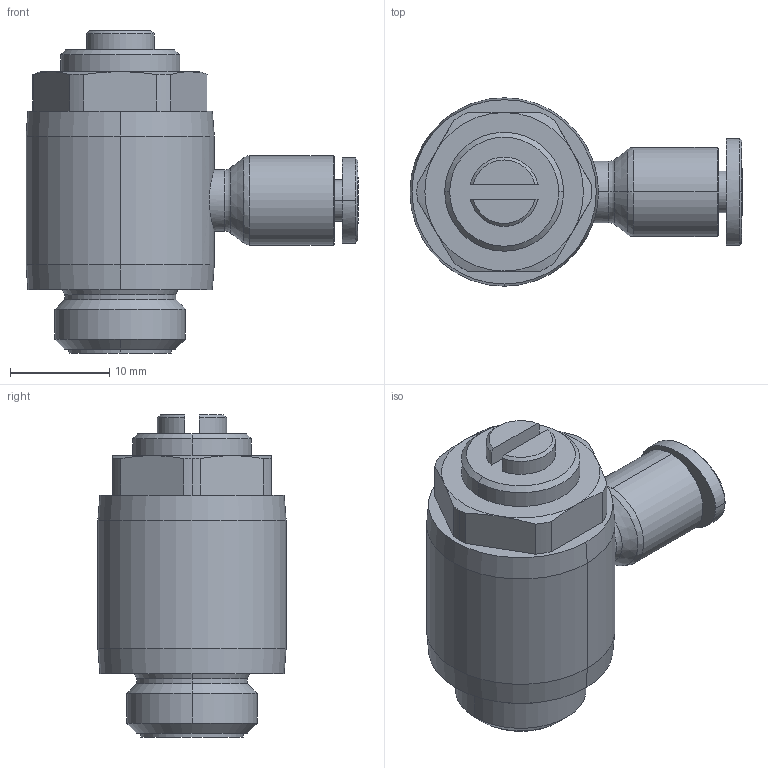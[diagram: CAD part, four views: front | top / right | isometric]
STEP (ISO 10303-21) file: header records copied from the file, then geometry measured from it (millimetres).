
FILE_DESCRIPTION (( 'STEP AP214' ), '1' );
FILE_NAME ('GNSH04-G02_OUT.STEP', '2015-10-28T13:45:14', ( '' ), ( '' ), 'SwSTEP 2.0', 'SolidWorks 2015', '' );
FILE_SCHEMA (( 'AUTOMOTIVE_DESIGN' ));
Length unit declared in the file: millimetre
Products named in the file (1): GNSH04-G02_OUT
Bounding box: 33.5 x 19 x 32.5 mm (x, y, z)
Surface area: 2980.6 mm2 (no closed solid volume)
Topology: 0 solids, 2 shells, 312 faces, 1173 edges, 804 vertices
Faces by surface type: plane 219, bspline 31, cylinder 30, cone 30, torus 2
Entity records: 16353 total; most frequent: CARTESIAN_POINT 3496, ORIENTED_EDGE 1918, DIRECTION 1749, EDGE_CURVE 1173, VECTOR 977, LINE 977, VERTEX_POINT 804, AXIS2_PLACEMENT_3D 386
